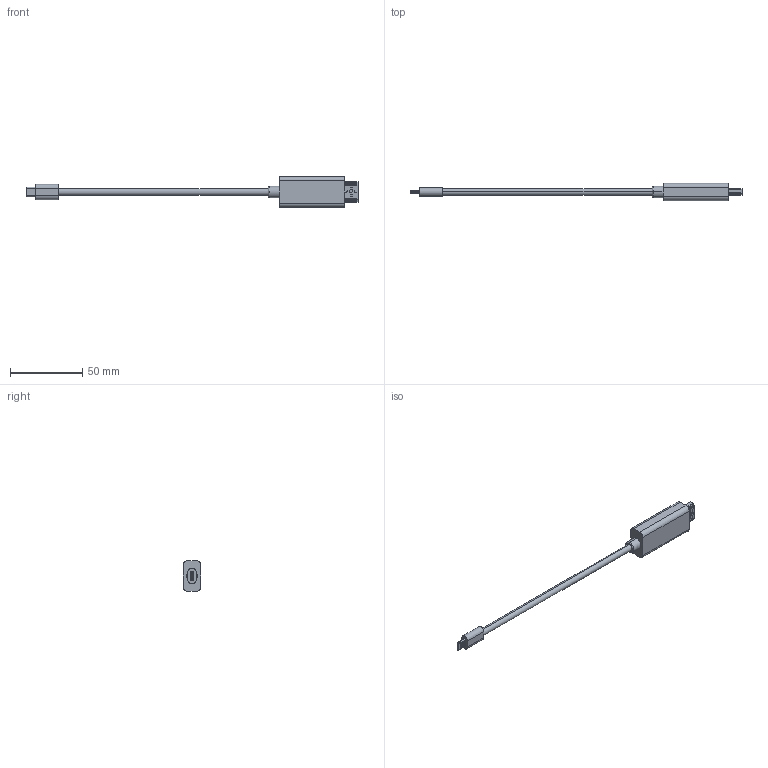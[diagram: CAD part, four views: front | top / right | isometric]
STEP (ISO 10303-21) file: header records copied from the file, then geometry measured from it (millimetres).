
FILE_DESCRIPTION (( 'STEP AP214' ), '1' );
FILE_NAME ('VHA00020.STEP', '2020-09-28T19:12:48', ( '' ), ( '' ), 'SwSTEP 2.0', 'SolidWorks 2018', '' );
FILE_SCHEMA (( 'AUTOMOTIVE_DESIGN' ));
Length unit declared in the file: inch
Products named in the file (9): 1AH05-002-MA1___; 3AB16-041; 1AH05-002_CRIMPED; VPA00003-MA1; 1AH05-002-MA3_CRIMPED; VHA00020; VHA00020-MA1; 1AH05-002-MA2_CRIMPED
Assembly tree (8 placements, depth 4):
  VHA00020
    VHA00020-MA1
    VPA00003-MA1
      VPA00003-MA1
      1AH05-002_CRIMPED
        1AH05-002-MA2_CRIMPED
        1AH05-002-MA1___
        1AH05-002-MA3_CRIMPED
    3AB16-041
Bounding box: 229.74 x 11.94 x 21.34 mm (x, y, z)
Volume: 15898.9 mm3; surface area: 10218.2 mm2
Topology: 26 solids, 26 shells, 2586 faces, 6735 edges, 4459 vertices
Faces by surface type: plane 2255, cylinder 285, bspline 32, torus 10, sphere 4
Entity records: 81901 total; most frequent: CARTESIAN_POINT 15806, ORIENTED_EDGE 13462, DIRECTION 12387, EDGE_CURVE 6731, VECTOR 6075, LINE 6075, VERTEX_POINT 4459, AXIS2_PLACEMENT_3D 3156
